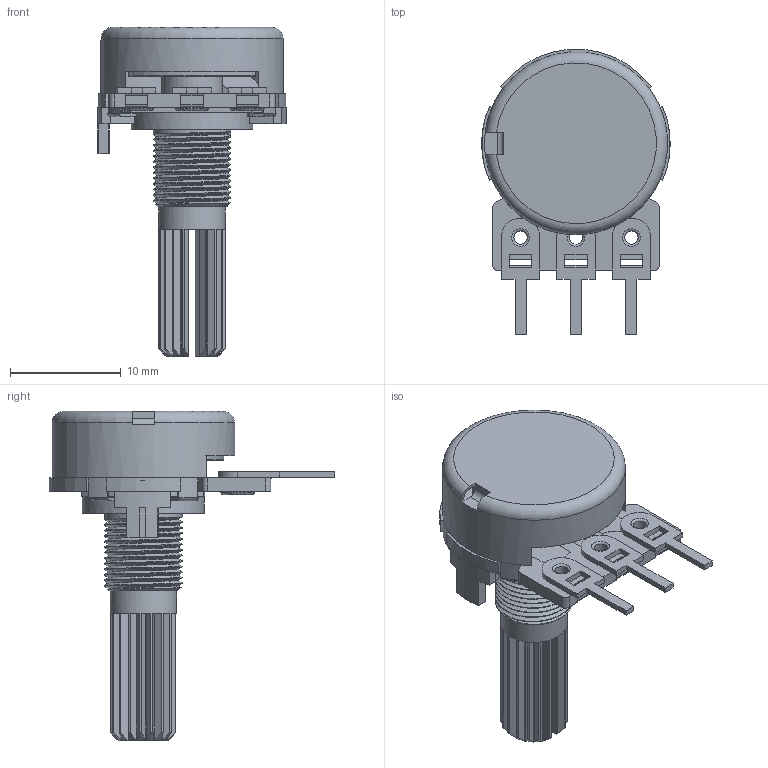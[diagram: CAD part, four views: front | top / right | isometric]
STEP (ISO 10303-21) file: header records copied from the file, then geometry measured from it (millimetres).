
FILE_DESCRIPTION(/* description */ (''),/* implementation_level */ '2;1');
FILE_NAME(/* name */ 'Set Potensio.stp',/* time_stamp */ '2017-04-25T22:46:44+07:00',/* author */ ('hihesa'),/* organization */ (''),/* preprocessor_version */ 'ST-DEVELOPER v15.6',/* originating_system */ 'Autodesk Inventor 2015',/* authorisation */ '');
FILE_SCHEMA (('CONFIG_CONTROL_DESIGN'));
Length unit declared in the file: millimetre
Products named in the file (10): PCB CARBON; Pin; Carbon Part; Plastic Rotor; Plat slide; Rotor part; Cover; Holder Pot; As; Set Potensio
Bounding box: 17 x 25.72 x 29.7 mm (x, y, z)
Volume: 1455 mm3; surface area: 4011.5 mm2
Topology: 9 solids, 9 shells, 623 faces, 1533 edges, 939 vertices
Faces by surface type: plane 284, cylinder 181, torus 67, bspline 52, sphere 36, cone 3
Full cylindrical faces by diameter (mm): 0.9 x2, 1 x2, 1.2 x3, 1.5 x3, 1.8 x3, 3 x3, 4 x1, 5.5 x1, 6 x2, 6.5 x1, 7 x12, 8 x1, 9.5 x1, 11 x1, 16 x1, 16.5 x1
Entity records: 19579 total; most frequent: CARTESIAN_POINT 6585, DIRECTION 2724, ORIENTED_EDGE 2634, EDGE_CURVE 1317, AXIS2_PLACEMENT_3D 1046, VERTEX_POINT 815, LINE 632, VECTOR 632
